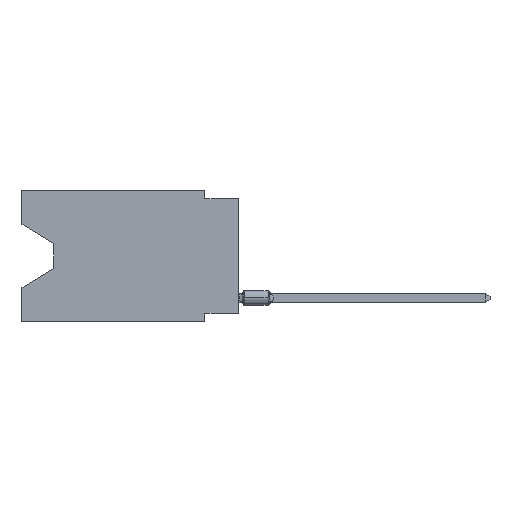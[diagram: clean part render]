
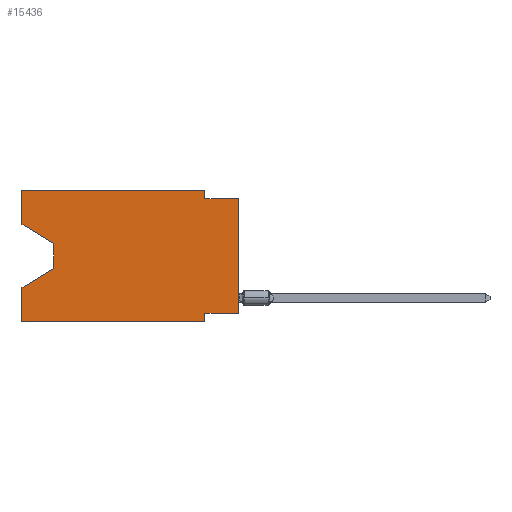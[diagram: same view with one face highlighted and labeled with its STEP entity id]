
A CAD part, left-side view. The second image highlights one B-rep face of the part: STEP entity #15436.
In plain terms, the highlighted planar face has unit normal (-1, 0, 0).
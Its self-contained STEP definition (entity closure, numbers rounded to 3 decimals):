
#343 = ORIENTED_EDGE ( 'NONE', *, *, #16497, .F. ) ;
#914 = DIRECTION ( 'NONE',  ( 0., 0., -1. ) ) ;
#1252 = VECTOR ( 'NONE', #8438, 1000. ) ;
#1280 = DIRECTION ( 'NONE',  ( 0., 0., 1. ) ) ;
#2149 = VECTOR ( 'NONE', #18392, 1000. ) ;
#2161 = CARTESIAN_POINT ( 'NONE',  ( 0., 16.383, -2.546 ) ) ;
#2239 = VERTEX_POINT ( 'NONE', #2161 ) ;
#2512 = ORIENTED_EDGE ( 'NONE', *, *, #3256, .F. ) ;
#2761 = CARTESIAN_POINT ( 'NONE',  ( 0., 16.383, -9.906 ) ) ;
#3158 = CARTESIAN_POINT ( 'NONE',  ( 0., 13.97, -5.893 ) ) ;
#3256 = EDGE_CURVE ( 'NONE', #5610, #16254, #4826, .T. ) ;
#3387 = VERTEX_POINT ( 'NONE', #26251 ) ;
#3648 = DIRECTION ( 'NONE',  ( 0., 0., 1. ) ) ;
#3935 = CARTESIAN_POINT ( 'NONE',  ( 0., 13.97, -4.013 ) ) ;
#3945 = DIRECTION ( 'NONE',  ( 1., 0., 0. ) ) ;
#4366 = LINE ( 'NONE', #11007, #19468 ) ;
#4826 = LINE ( 'NONE', #11461, #21140 ) ;
#5610 = VERTEX_POINT ( 'NONE', #12846 ) ;
#6484 = DIRECTION ( 'NONE',  ( 0., 0., -1. ) ) ;
#6564 = CARTESIAN_POINT ( 'NONE',  ( 0., 2.54, -9.271 ) ) ;
#6706 = ORIENTED_EDGE ( 'NONE', *, *, #18641, .F. ) ;
#6950 = CARTESIAN_POINT ( 'NONE',  ( 0., 16.383, -2.546 ) ) ;
#7558 = VERTEX_POINT ( 'NONE', #10115 ) ;
#7631 = CARTESIAN_POINT ( 'NONE',  ( 0., 16.383, 0. ) ) ;
#7659 = DIRECTION ( 'NONE',  ( 0., 0., -1. ) ) ;
#7801 = ORIENTED_EDGE ( 'NONE', *, *, #21157, .F. ) ;
#7826 = CARTESIAN_POINT ( 'NONE',  ( 0., 2.54, -9.906 ) ) ;
#8289 = DIRECTION ( 'NONE',  ( 0., 0., 1. ) ) ;
#8438 = DIRECTION ( 'NONE',  ( 0., -1., 0. ) ) ;
#8498 = CARTESIAN_POINT ( 'NONE',  ( 0., 16.383, 0. ) ) ;
#8706 = VERTEX_POINT ( 'NONE', #10960 ) ;
#8916 = DIRECTION ( 'NONE',  ( 0., -1., 0. ) ) ;
#9049 = VERTEX_POINT ( 'NONE', #12912 ) ;
#9332 = CARTESIAN_POINT ( 'NONE',  ( 0., 0., -0.635 ) ) ;
#9797 = CARTESIAN_POINT ( 'NONE',  ( 0., 13.97, -4.013 ) ) ;
#10115 = CARTESIAN_POINT ( 'NONE',  ( 0., 2.54, -9.906 ) ) ;
#10960 = CARTESIAN_POINT ( 'NONE',  ( 0., 16.383, -7.36 ) ) ;
#10979 = EDGE_CURVE ( 'NONE', #17790, #16593, #11624, .T. ) ;
#11007 = CARTESIAN_POINT ( 'NONE',  ( 0., 2.54, 0. ) ) ;
#11320 = DIRECTION ( 'NONE',  ( 0., 1., 0. ) ) ;
#11349 = LINE ( 'NONE', #11914, #26728 ) ;
#11434 = VECTOR ( 'NONE', #1280, 1000. ) ;
#11461 = CARTESIAN_POINT ( 'NONE',  ( 0., 0., -9.271 ) ) ;
#11624 = LINE ( 'NONE', #9797, #16535 ) ;
#11847 = CARTESIAN_POINT ( 'NONE',  ( 0., 0., 0. ) ) ;
#11914 = CARTESIAN_POINT ( 'NONE',  ( 0., 13.97, -5.893 ) ) ;
#12092 = EDGE_CURVE ( 'NONE', #16100, #14249, #13212, .T. ) ;
#12174 = EDGE_CURVE ( 'NONE', #3387, #7558, #27107, .T. ) ;
#12257 = ORIENTED_EDGE ( 'NONE', *, *, #13856, .F. ) ;
#12280 = VECTOR ( 'NONE', #8916, 1000. ) ;
#12846 = CARTESIAN_POINT ( 'NONE',  ( 0., 0., -9.271 ) ) ;
#12912 = CARTESIAN_POINT ( 'NONE',  ( 0., 2.54, 0. ) ) ;
#13212 = LINE ( 'NONE', #21401, #1252 ) ;
#13289 = VECTOR ( 'NONE', #24165, 1000. ) ;
#13856 = EDGE_CURVE ( 'NONE', #3387, #8706, #20599, .T. ) ;
#14063 = CARTESIAN_POINT ( 'NONE',  ( 0., 2.54, -0.635 ) ) ;
#14249 = VERTEX_POINT ( 'NONE', #9332 ) ;
#14302 = VECTOR ( 'NONE', #914, 1000. ) ;
#14801 = EDGE_CURVE ( 'NONE', #2239, #17790, #15561, .T. ) ;
#14814 = ORIENTED_EDGE ( 'NONE', *, *, #10979, .T. ) ;
#15436 = ADVANCED_FACE ( 'NONE', ( #25370 ), #23276, .F. ) ;
#15561 = LINE ( 'NONE', #6950, #13289 ) ;
#15890 = EDGE_CURVE ( 'NONE', #2239, #23111, #18579, .T. ) ;
#16100 = VERTEX_POINT ( 'NONE', #14063 ) ;
#16254 = VERTEX_POINT ( 'NONE', #6564 ) ;
#16281 = DIRECTION ( 'NONE',  ( 0., 0.855, -0.519 ) ) ;
#16497 = EDGE_CURVE ( 'NONE', #16254, #7558, #20515, .T. ) ;
#16535 = VECTOR ( 'NONE', #7659, 1000. ) ;
#16593 = VERTEX_POINT ( 'NONE', #3158 ) ;
#17094 = ORIENTED_EDGE ( 'NONE', *, *, #14801, .T. ) ;
#17162 = VECTOR ( 'NONE', #3648, 1000. ) ;
#17424 = CARTESIAN_POINT ( 'NONE',  ( 0., 16.383, 0. ) ) ;
#17790 = VERTEX_POINT ( 'NONE', #3935 ) ;
#18392 = DIRECTION ( 'NONE',  ( 0., -1., 0. ) ) ;
#18579 = LINE ( 'NONE', #18991, #27288 ) ;
#18641 = EDGE_CURVE ( 'NONE', #23111, #9049, #21458, .T. ) ;
#18758 = DIRECTION ( 'NONE',  ( 0., 0., -1. ) ) ;
#18991 = CARTESIAN_POINT ( 'NONE',  ( 0., 16.383, 0. ) ) ;
#19239 = ORIENTED_EDGE ( 'NONE', *, *, #20409, .T. ) ;
#19414 = EDGE_LOOP ( 'NONE', ( #17094, #14814, #19239, #12257, #20543, #343, #2512, #20158, #25585, #7801, #6706, #27304 ) ) ;
#19468 = VECTOR ( 'NONE', #6484, 1000. ) ;
#20158 = ORIENTED_EDGE ( 'NONE', *, *, #27025, .T. ) ;
#20409 = EDGE_CURVE ( 'NONE', #16593, #8706, #11349, .T. ) ;
#20515 = LINE ( 'NONE', #7826, #14302 ) ;
#20543 = ORIENTED_EDGE ( 'NONE', *, *, #12174, .T. ) ;
#20599 = LINE ( 'NONE', #7631, #11434 ) ;
#21140 = VECTOR ( 'NONE', #11320, 1000. ) ;
#21157 = EDGE_CURVE ( 'NONE', #9049, #16100, #4366, .T. ) ;
#21284 = CARTESIAN_POINT ( 'NONE',  ( 0., 16.383, 0. ) ) ;
#21401 = CARTESIAN_POINT ( 'NONE',  ( 0., 0., -0.635 ) ) ;
#21458 = LINE ( 'NONE', #8498, #12280 ) ;
#22988 = LINE ( 'NONE', #11847, #17162 ) ;
#23111 = VERTEX_POINT ( 'NONE', #17424 ) ;
#23276 = PLANE ( 'NONE',  #27723 ) ;
#24165 = DIRECTION ( 'NONE',  ( 0., -0.855, -0.519 ) ) ;
#25370 = FACE_OUTER_BOUND ( 'NONE', #19414, .T. ) ;
#25585 = ORIENTED_EDGE ( 'NONE', *, *, #12092, .F. ) ;
#26251 = CARTESIAN_POINT ( 'NONE',  ( 0., 16.383, -9.906 ) ) ;
#26728 = VECTOR ( 'NONE', #16281, 1000. ) ;
#27025 = EDGE_CURVE ( 'NONE', #5610, #14249, #22988, .T. ) ;
#27107 = LINE ( 'NONE', #2761, #2149 ) ;
#27288 = VECTOR ( 'NONE', #8289, 1000. ) ;
#27304 = ORIENTED_EDGE ( 'NONE', *, *, #15890, .F. ) ;
#27723 = AXIS2_PLACEMENT_3D ( 'NONE', #21284, #3945, #18758 ) ;
